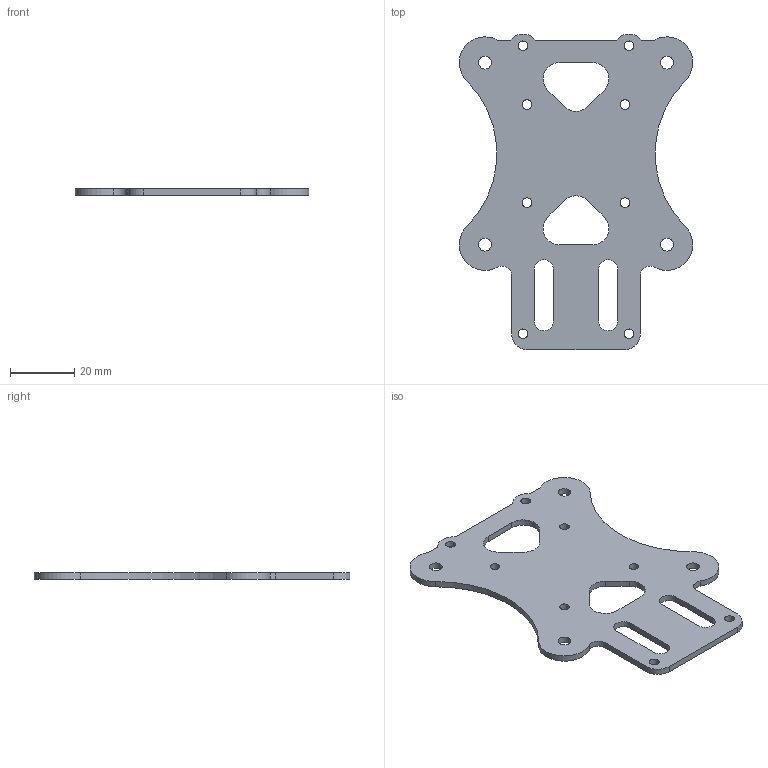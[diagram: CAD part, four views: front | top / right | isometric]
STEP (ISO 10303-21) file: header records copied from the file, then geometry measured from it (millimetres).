
FILE_DESCRIPTION(('FreeCAD Model'),'2;1');
FILE_NAME('Open CASCADE Shape Model','2023-11-24T10:08:55',(''),(''), 'Open CASCADE STEP processor 7.6','FreeCAD','Unknown');
FILE_SCHEMA(('AUTOMOTIVE_DESIGN { 1 0 10303 214 1 1 1 1 }'));
Length unit declared in the file: millimetre
Products named in the file (1): center_001
Bounding box: 72.54 x 98.14 x 2 mm (x, y, z)
Volume: 9033.1 mm3; surface area: 10389.1 mm2
Topology: 1 solids, 1 shells, 52 faces, 150 edges, 100 vertices
Faces by surface type: cylinder 34, plane 18
Full cylindrical faces by diameter (mm): 3 x8, 4 x4
Entity records: 3982 total; most frequent: CARTESIAN_POINT 1011, DIRECTION 556, LINE 314, VECTOR 314, ORIENTED_EDGE 300, PCURVE 300, DEFINITIONAL_REPRESENTATION 300, EDGE_CURVE 150
